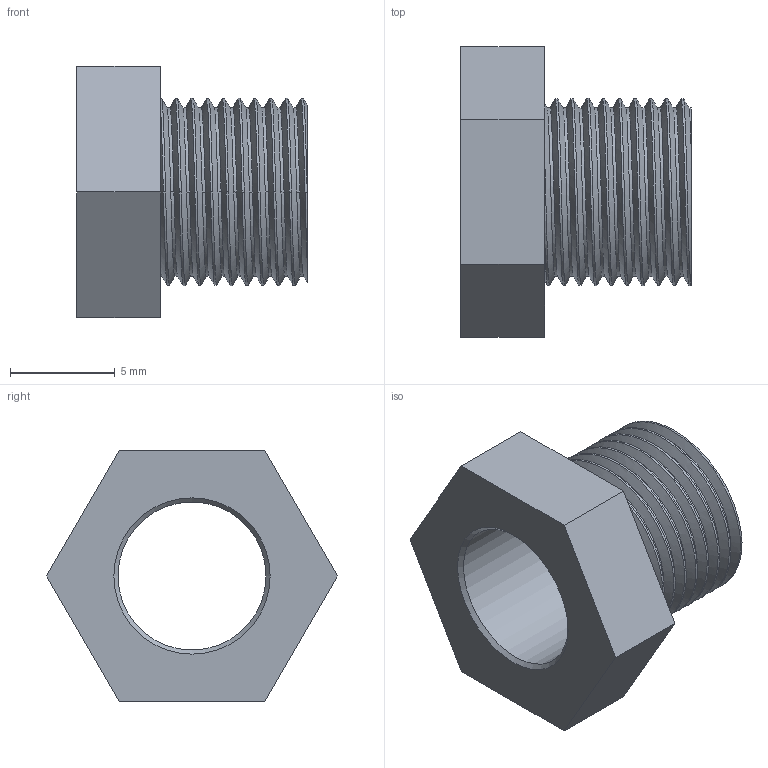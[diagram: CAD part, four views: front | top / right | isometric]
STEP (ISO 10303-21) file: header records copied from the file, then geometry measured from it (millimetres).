
FILE_DESCRIPTION(/* description */ (''),/* implementation_level */ '2;1');
FILE_NAME(/* name */ 'Raccord pot FG19.step',/* time_stamp */ '2022-04-12T13:50:42+02:00',/* author */ (''),/* organization */ (''),/* preprocessor_version */ 'ST-DEVELOPER v18.1',/* originating_system */ 'Autodesk Translation Framework v10.13.0.1454',/* authorisation */ '');
FILE_SCHEMA (('AUTOMOTIVE_DESIGN { 1 0 10303 214 3 1 1 }'));
Length unit declared in the file: millimetre
Products named in the file (1): (Non enregistré)
Bounding box: 11 x 13.86 x 12 mm (x, y, z)
Volume: 461.8 mm3; surface area: 885.6 mm2
Topology: 1 solids, 1 shells, 35 faces, 94 edges, 62 vertices
Faces by surface type: cylinder 22, plane 9, cone 2, bspline 2
Full cylindrical faces by diameter (mm): 7.05 x1, 8.047 x2, 8.908 x6
Entity records: 2545 total; most frequent: CARTESIAN_POINT 1718, ORIENTED_EDGE 188, DIRECTION 124, EDGE_CURVE 94, VERTEX_POINT 62, B_SPLINE_CURVE_WITH_KNOTS 46, AXIS2_PLACEMENT_3D 42, LINE 40
